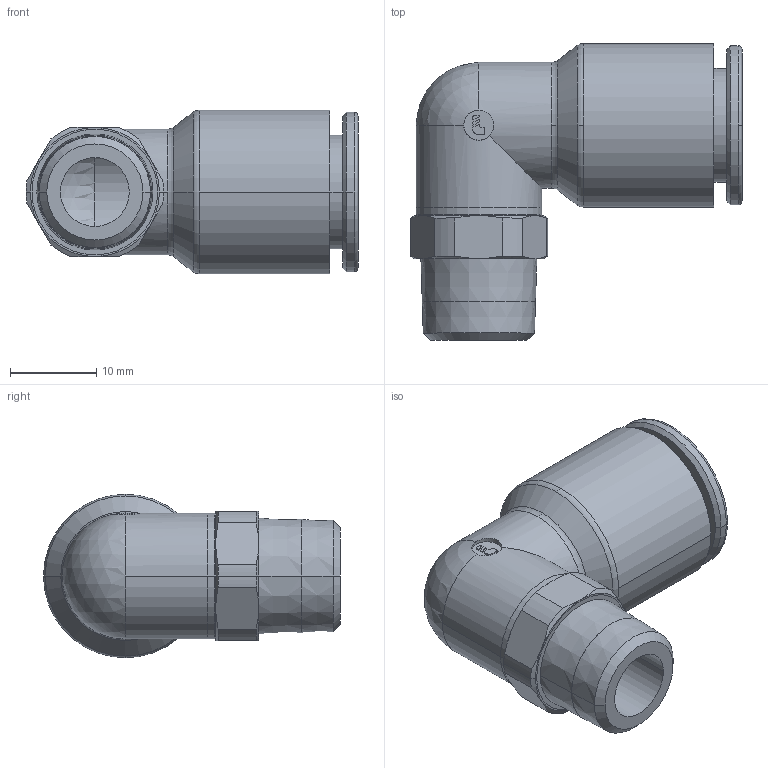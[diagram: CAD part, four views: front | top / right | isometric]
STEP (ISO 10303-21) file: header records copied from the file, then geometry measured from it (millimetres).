
FILE_DESCRIPTION(('STEP AP214'),'1');
FILE_NAME('3109_12_13.stp','2016-07-07T14:15:41',('TraceParts'),('TraceParts S.A.'),'Spatial InterOp 3D',' ',' ');
FILE_SCHEMA(('automotive_design'));
Length unit declared in the file: millimetre
Products named in the file (1): 1
Bounding box: 38.57 x 34.5 x 19 mm (x, y, z)
Volume: 5456.1 mm3; surface area: 5370.6 mm2
Topology: 1 solids, 1 shells, 103 faces, 253 edges, 160 vertices
Faces by surface type: cylinder 34, plane 33, cone 28, torus 6, sphere 2
Entity records: 3242 total; most frequent: CARTESIAN_POINT 769, DIRECTION 555, ORIENTED_EDGE 500, EDGE_CURVE 250, AXIS2_PLACEMENT_3D 230, VERTEX_POINT 160, CIRCLE 122, EDGE_LOOP 116
